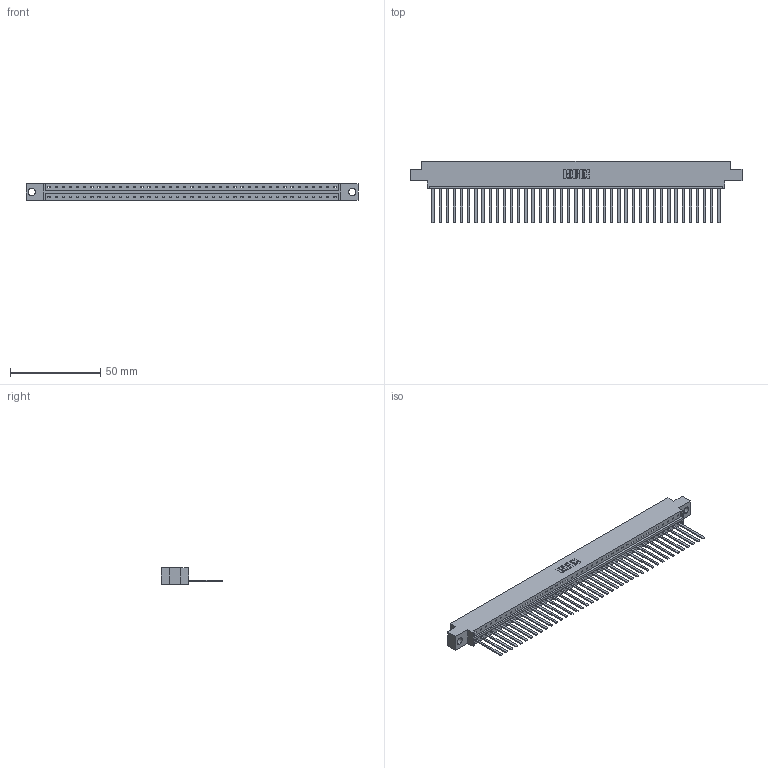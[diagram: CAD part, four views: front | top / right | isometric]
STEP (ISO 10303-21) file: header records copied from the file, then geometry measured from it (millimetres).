
FILE_DESCRIPTION (( 'STEP AP203' ), '1' );
FILE_NAME ('333-041-544-604.STEP', '2018-08-03T15:42:32', ( '' ), ( '' ), 'SwSTEP 2.0', 'SolidWorks 2016', '' );
FILE_SCHEMA (( 'CONFIG_CONTROL_DESIGN' ));
Length unit declared in the file: inch
Products named in the file (3): 333 Part_Offset - .156 Dia - TH; 345-292-001_345-293-144; 333-041-544-604
Assembly tree (42 placements, depth 2):
  333-041-544-604
    333 Part_Offset - .156 Dia - TH
    345-292-001_345-293-144  x41
Bounding box: 184 x 34.3 x 9.4 mm (x, y, z)
Volume: 18665.9 mm3; surface area: 21727.1 mm2
Topology: 42 solids, 42 shells, 2250 faces, 6801 edges, 4478 vertices
Faces by surface type: plane 1632, cylinder 618
Entity records: 25145 total; most frequent: CARTESIAN_POINT 4345, ORIENTED_EDGE 4322, DIRECTION 3663, EDGE_CURVE 2161, LINE 2037, VECTOR 2037, VERTEX_POINT 1438, AXIS2_PLACEMENT_3D 813
